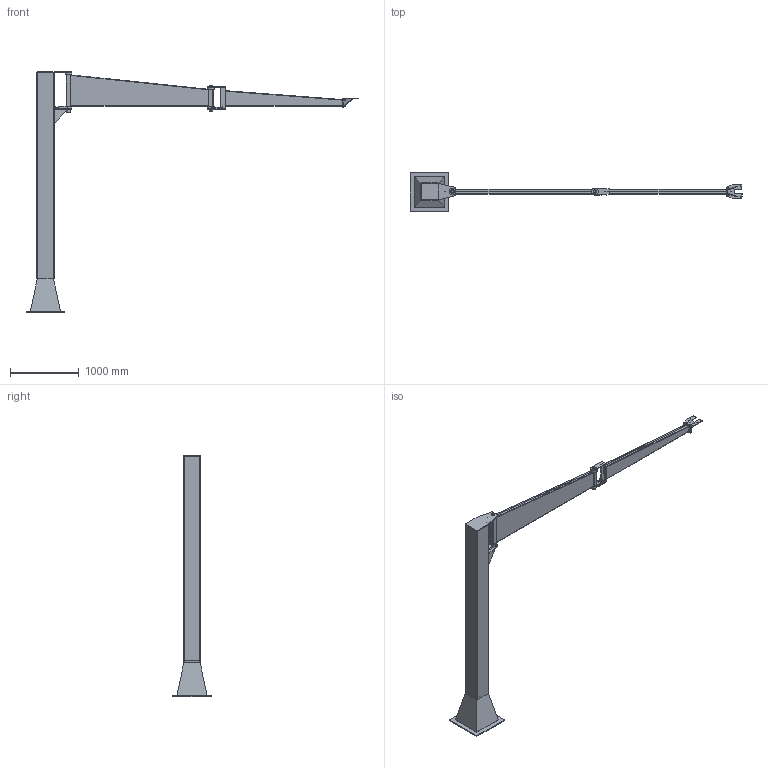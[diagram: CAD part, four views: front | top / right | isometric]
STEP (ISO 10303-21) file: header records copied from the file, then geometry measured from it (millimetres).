
FILE_DESCRIPTION(('STEP AP214'),'1');
FILE_NAME('Hymer PKH 125-4.stp','2018-02-07T08:45:43',(' '),(' '),'Spatial InterOp 3D',' ',' ');
FILE_SCHEMA(('automotive_design'));
Length unit declared in the file: millimetre
Products named in the file (78): Innre Kn_ckarm 125/4; Lagerbox III; KKR 70x70, T=5, L=460; KKR 70x70, T=5, L = 250; Hymer 125kg 4m; Axel Kn_ckarm; Axelkant III / IV; Axel III / IV; Distansbricka III / IV; Hylsa III / IV; Bultf_rband M8x65; DIN_985 M8; M6S M8x65; Yttre Kn_ckarm 125/4; Öra, Plattjärn 80x8, L=250; Plattjärn 80x8, L=315; Plattjärn 60x5, L=315; Plattjärn 50x5, L=30; Armprofil 2 125/4; Fästplatta; F_ste Typ 1; Topplatta; Förstärkning, Kil 100x140, T=5; Bolt Assembly; M6S M12x40; DIN_985 M12; Bultf_rband M12x40; Broms III; Bromsback III; Gängstång M10x110; M6M M10; Tryckfjäder Ø14/10,5, L=55; PMH Pelarsvangkran Hymer 125-4; P0004-001; Förstärkningsplåt IV; Undre Fästöra IV; Övre Fästöra IV; Axelkant; Axel; Hylsa ...
Assembly tree (82 placements, depth 5):
  PMH Pelarsvangkran Hymer 125-4
    Hymer 125kg 4m
      Innre Kn_ckarm 125/4
        Lagerbox III  x2
        (unnamed)
        KKR 70x70, T=5, L=460
        (unnamed)
        (unnamed)
        Lagerbox III
        KKR 70x70, T=5, L = 250
      Axel Kn_ckarm
        Axelkant III / IV
        Axel III / IV
        Distansbricka III / IV
        Hylsa III / IV
        Bultf_rband M8x65
          DIN_985 M8
          M6S M8x65
      Yttre Kn_ckarm 125/4
        Öra, Plattjärn 80x8, L=250
        (unnamed)
        Plattjärn 80x8, L=315
        Plattjärn 60x5, L=315
        Plattjärn 50x5, L=30
        (unnamed)
        Armprofil 2 125/4
        (unnamed)
        Fästplatta
      F_ste Typ 1
        Topplatta
        Förstärkning, Kil 100x140, T=5
        (unnamed)
        Fästplatta
      Bultf_rband M12x40
        Bolt Assembly  x4
          M6S M12x40
          DIN_985 M12
      Broms III
        Bromsback III
        Bolt Assembly
          Gängstång M10x110
          M6M M10  x2
          Tryckfjäder Ø14/10,5, L=55
        Bolt Assembly
          Gängstång M10x110
          M6M M10
          M6M M10
          Tryckfjäder Ø14/10,5, L=55
    P0004-001
      Förstärkningsplåt IV
      Förstärkningsplåt IV
      Undre Fästöra IV
      Övre Fästöra IV
      Axel III / IV
        Axelkant
        Axel
        Distansbricka III / IV
        Hylsa
        Bultf_rband M8
          DIN_985 M8
Bounding box: 4828 x 565 x 3515 mm (x, y, z)
Volume: 263955145.7 mm3; surface area: 11046628.8 mm2
Topology: 67 solids, 67 shells, 769 faces, 1673 edges, 1046 vertices
Faces by surface type: plane 422, cone 204, cylinder 131, bspline 12
Full cylindrical faces by diameter (mm): 4.5 x2, 7 x2, 7.28 x2, 8 x4, 9 x6, 9.7 x2, 10 x13, 10.5 x2, 10.92 x4, 11 x2, 12 x16, 13 x2, 19 x4, 35 x6, 35.5 x4, 36 x2, 50 x6, 100 x4
Entity records: 36433 total; most frequent: CARTESIAN_POINT 17124, DIRECTION 2720, ORIENTED_EDGE 2430, EDGE_CURVE 1215, AXIS2_PLACEMENT_3D 1061, VERTEX_POINT 825, EDGE_LOOP 808, FACE_OUTER_BOUND 700
